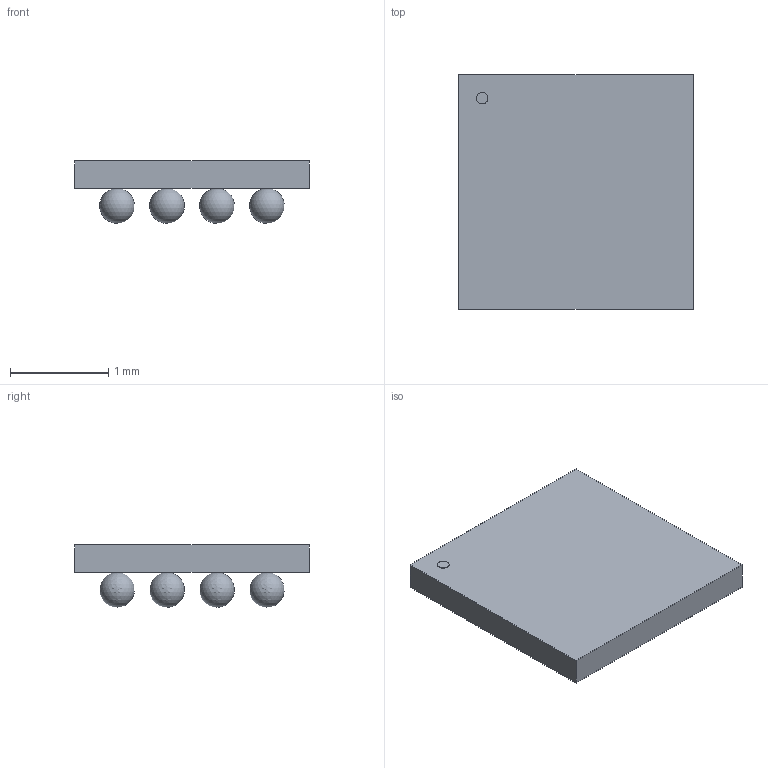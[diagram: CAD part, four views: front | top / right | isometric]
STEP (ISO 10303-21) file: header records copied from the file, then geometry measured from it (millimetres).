
FILE_DESCRIPTION(('STEP AP214'),'1');
FILE_NAME('16B-WLCSP_2p34X2p43_RIT','2023-12-26T02:50:03',(''),(''),'','','');
FILE_SCHEMA(('AUTOMOTIVE_DESIGN'));
Length unit declared in the file: millimetre
Products named in the file (1): product
Bounding box: 2.39 x 2.39 x 0.64 mm (x, y, z)
Volume: 2 mm3; surface area: 20.5 mm2
Topology: 18 solids, 18 shells, 25 faces, 63 edges, 42 vertices
Faces by surface type: sphere 16, plane 8, cylinder 1
Full cylindrical faces by diameter (mm): 0.119 x1
Entity records: 517 total; most frequent: DIRECTION 70, CARTESIAN_POINT 39, AXIS2_PLACEMENT_3D 29, ORIENTED_EDGE 28, STYLED_ITEM 25, ADVANCED_FACE 25, MANIFOLD_SOLID_BREP 18, CLOSED_SHELL 18
